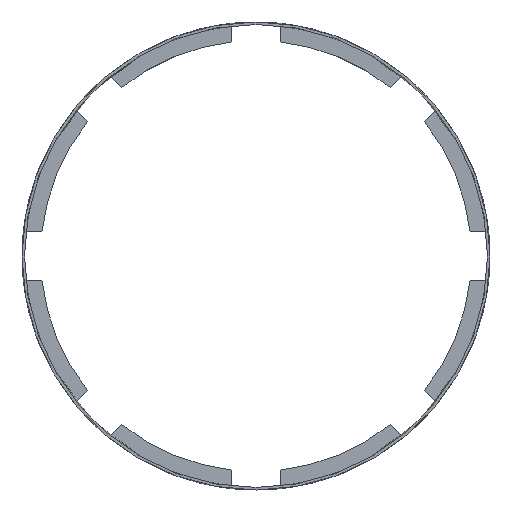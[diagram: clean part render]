
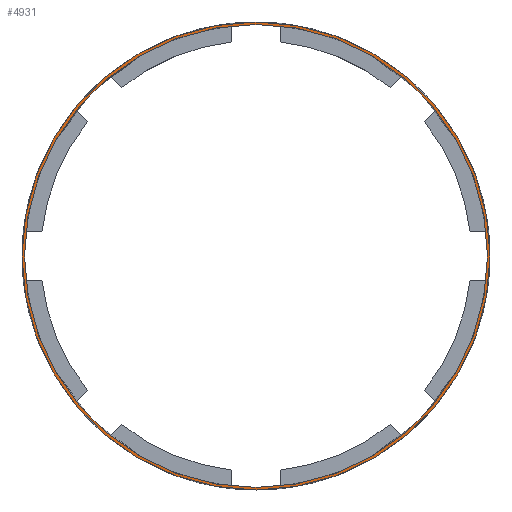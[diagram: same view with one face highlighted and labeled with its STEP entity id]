
A CAD part, top view. The second image highlights one B-rep face of the part: STEP entity #4931.
In plain terms, the highlighted planar face has unit normal (0, 0, 1).
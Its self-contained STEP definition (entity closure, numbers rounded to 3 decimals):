
#56 = CYLINDRICAL_SURFACE('',#57,146.);
#57 = AXIS2_PLACEMENT_3D('',#58,#59,#60);
#58 = CARTESIAN_POINT('',(0.,0.,0.));
#59 = DIRECTION('',(-0.,-0.,-1.));
#60 = DIRECTION('',(1.,0.,0.));
#129 = VERTEX_POINT('',#130);
#130 = CARTESIAN_POINT('',(146.,0.,10.));
#151 = EDGE_CURVE('',#129,#129,#152,.T.);
#152 = SURFACE_CURVE('',#153,(#158,#165),.PCURVE_S1.);
#153 = CIRCLE('',#154,146.);
#154 = AXIS2_PLACEMENT_3D('',#155,#156,#157);
#155 = CARTESIAN_POINT('',(0.,0.,10.));
#156 = DIRECTION('',(0.,0.,1.));
#157 = DIRECTION('',(1.,0.,0.));
#158 = PCURVE('',#56,#159);
#159 = DEFINITIONAL_REPRESENTATION('',(#160),#164);
#160 = LINE('',#161,#162);
#161 = CARTESIAN_POINT('',(-0.,-10.));
#162 = VECTOR('',#163,1.);
#163 = DIRECTION('',(-1.,0.));
#164 = ( GEOMETRIC_REPRESENTATION_CONTEXT(2) 
PARAMETRIC_REPRESENTATION_CONTEXT() REPRESENTATION_CONTEXT('2D SPACE',''
  ) );
#165 = PCURVE('',#166,#171);
#166 = PLANE('',#167);
#167 = AXIS2_PLACEMENT_3D('',#168,#169,#170);
#168 = CARTESIAN_POINT('',(0.,0.,10.));
#169 = DIRECTION('',(0.,0.,1.));
#170 = DIRECTION('',(1.,0.,-0.));
#171 = DEFINITIONAL_REPRESENTATION('',(#172),#176);
#172 = CIRCLE('',#173,146.);
#173 = AXIS2_PLACEMENT_2D('',#174,#175);
#174 = CARTESIAN_POINT('',(0.,0.));
#175 = DIRECTION('',(1.,0.));
#176 = ( GEOMETRIC_REPRESENTATION_CONTEXT(2) 
PARAMETRIC_REPRESENTATION_CONTEXT() REPRESENTATION_CONTEXT('2D SPACE',''
  ) );
#2758 = CYLINDRICAL_SURFACE('',#2759,144.413);
#2759 = AXIS2_PLACEMENT_3D('',#2760,#2761,#2762);
#2760 = CARTESIAN_POINT('',(0.,0.,0.));
#2761 = DIRECTION('',(-0.,-0.,-1.));
#2762 = DIRECTION('',(1.,0.,0.));
#4931 = ADVANCED_FACE('',(#4932,#4935),#166,.T.);
#4932 = FACE_BOUND('',#4933,.T.);
#4933 = EDGE_LOOP('',(#4934));
#4934 = ORIENTED_EDGE('',*,*,#151,.T.);
#4935 = FACE_BOUND('',#4936,.T.);
#4936 = EDGE_LOOP('',(#4937));
#4937 = ORIENTED_EDGE('',*,*,#4938,.F.);
#4938 = EDGE_CURVE('',#4939,#4939,#4941,.T.);
#4939 = VERTEX_POINT('',#4940);
#4940 = CARTESIAN_POINT('',(144.413,0.,10.));
#4941 = SURFACE_CURVE('',#4942,(#4947,#4954),.PCURVE_S1.);
#4942 = CIRCLE('',#4943,144.413);
#4943 = AXIS2_PLACEMENT_3D('',#4944,#4945,#4946);
#4944 = CARTESIAN_POINT('',(0.,0.,10.));
#4945 = DIRECTION('',(0.,0.,1.));
#4946 = DIRECTION('',(1.,0.,0.));
#4947 = PCURVE('',#166,#4948);
#4948 = DEFINITIONAL_REPRESENTATION('',(#4949),#4953);
#4949 = CIRCLE('',#4950,144.413);
#4950 = AXIS2_PLACEMENT_2D('',#4951,#4952);
#4951 = CARTESIAN_POINT('',(0.,0.));
#4952 = DIRECTION('',(1.,0.));
#4953 = ( GEOMETRIC_REPRESENTATION_CONTEXT(2) 
PARAMETRIC_REPRESENTATION_CONTEXT() REPRESENTATION_CONTEXT('2D SPACE',''
  ) );
#4954 = PCURVE('',#2758,#4955);
#4955 = DEFINITIONAL_REPRESENTATION('',(#4956),#4960);
#4956 = LINE('',#4957,#4958);
#4957 = CARTESIAN_POINT('',(-0.,-10.));
#4958 = VECTOR('',#4959,1.);
#4959 = DIRECTION('',(-1.,0.));
#4960 = ( GEOMETRIC_REPRESENTATION_CONTEXT(2) 
PARAMETRIC_REPRESENTATION_CONTEXT() REPRESENTATION_CONTEXT('2D SPACE',''
  ) );
